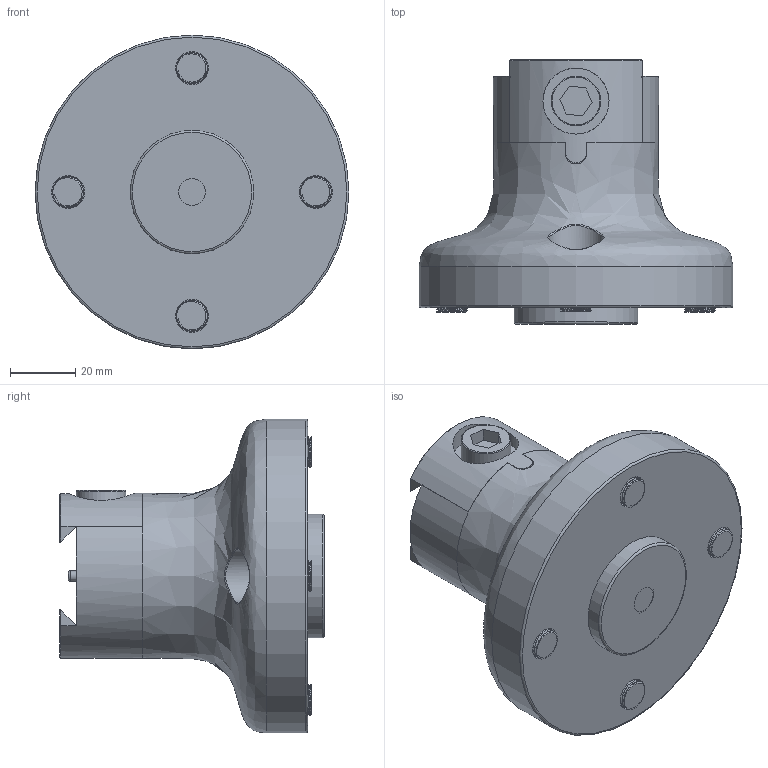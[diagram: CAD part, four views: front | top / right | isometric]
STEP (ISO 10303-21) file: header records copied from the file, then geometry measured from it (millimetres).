
FILE_DESCRIPTION(/* description */ (''),/* implementation_level */ '2;1');
FILE_NAME(/* name */ 'assembly.step',/* time_stamp */ '2021-08-25T07:42:06+00:00',/* author */ (''),/* organization */ (''),/* preprocessor_version */ 'ST-DEVELOPER v18.1',/* originating_system */ 'Autodesk Translation Framework v10.6.0.1341',/* authorisation */ '');
FILE_SCHEMA (('AUTOMOTIVE_DESIGN { 1 0 10303 214 3 1 1 }'));
Length unit declared in the file: centimetre
Products named in the file (9): Untitled; Dovetail Clip v2; 3/8-16 Socket Head Cap Screw v3; 3/8-16 Socket Head Cap Screw v3 (1); 3/8-16 Socket Head Cap Screw v3 (2); 3/8-16 Socket Head Cap Screw v3 (3); 3/8-16 Socket Head Cap Screw v3 (4); 1/8" Pin v0; 1/8" Pin v0 (1)
Assembly tree (8 placements, depth 2):
  Untitled
    Dovetail Clip v2
    3/8-16 Socket Head Cap Screw v3
    3/8-16 Socket Head Cap Screw v3 (1)
    3/8-16 Socket Head Cap Screw v3 (2)
    3/8-16 Socket Head Cap Screw v3 (3)
    3/8-16 Socket Head Cap Screw v3 (4)
    1/8" Pin v0
    1/8" Pin v0 (1)
Bounding box: 96.52 x 81.28 x 96.52 mm (x, y, z)
Volume: 263446.2 mm3; surface area: 42477.8 mm2
Topology: 9 solids, 9 shells, 312 faces, 823 edges, 544 vertices
Faces by surface type: cylinder 188, plane 88, torus 16, bspline 16, cone 4
Full cylindrical faces by diameter (mm): 3.175 x2, 8.58 x20, 9.449 x40, 9.525 x2, 10.16 x4, 12.7 x1, 15.24 x5, 16.764 x4, 20.32 x1, 37.973 x1, 96.52 x1
Entity records: 19882 total; most frequent: CARTESIAN_POINT 12489, ORIENTED_EDGE 1642, DIRECTION 1221, EDGE_CURVE 821, VERTEX_POINT 544, AXIS2_PLACEMENT_3D 447, B_SPLINE_CURVE_WITH_KNOTS 358, EDGE_LOOP 339
